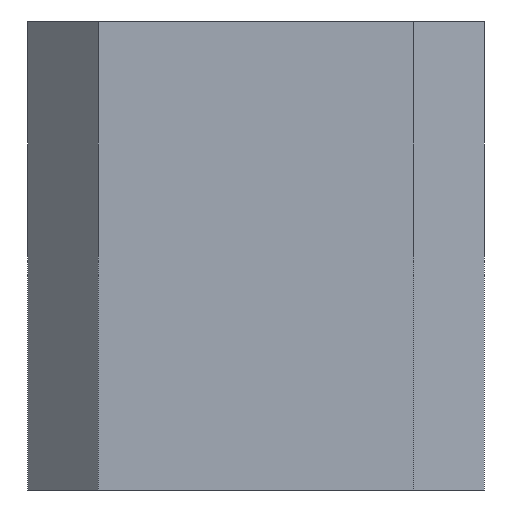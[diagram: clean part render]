
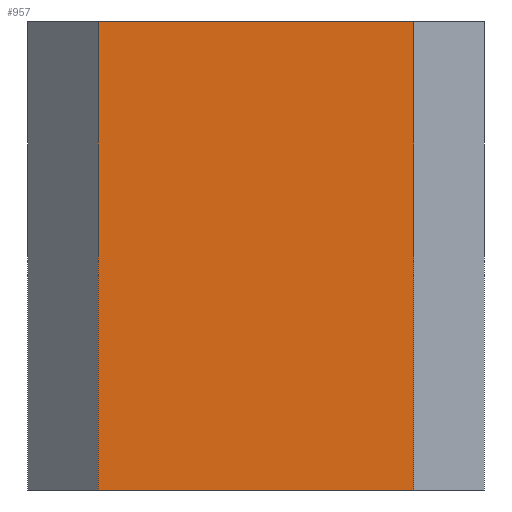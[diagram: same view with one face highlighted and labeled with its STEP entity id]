
A CAD part, front view. The second image highlights one B-rep face of the part: STEP entity #957.
In plain terms, the highlighted planar face has unit normal (0, -1, 0).
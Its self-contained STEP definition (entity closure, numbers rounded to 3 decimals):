
#14 = CARTESIAN_POINT ( 'NONE',  ( 6.75, -17.5, -10. ) ) ;
#39 = VECTOR ( 'NONE', #921, 1000. ) ;
#129 = ORIENTED_EDGE ( 'NONE', *, *, #625, .F. ) ;
#133 = DIRECTION ( 'NONE',  ( 1., 0., 0. ) ) ;
#135 = CARTESIAN_POINT ( 'NONE',  ( 0., -17.5, 10. ) ) ;
#140 = CARTESIAN_POINT ( 'NONE',  ( 6.75, -17.5, -10. ) ) ;
#180 = EDGE_CURVE ( 'NONE', #1070, #360, #713, .T. ) ;
#190 = ORIENTED_EDGE ( 'NONE', *, *, #180, .T. ) ;
#220 = VERTEX_POINT ( 'NONE', #140 ) ;
#332 = ORIENTED_EDGE ( 'NONE', *, *, #420, .T. ) ;
#338 = ORIENTED_EDGE ( 'NONE', *, *, #675, .T. ) ;
#350 = LINE ( 'NONE', #14, #797 ) ;
#360 = VERTEX_POINT ( 'NONE', #509 ) ;
#366 = VECTOR ( 'NONE', #133, 1000. ) ;
#394 = LINE ( 'NONE', #135, #366 ) ;
#420 = EDGE_CURVE ( 'NONE', #220, #1032, #350, .T. ) ;
#435 = CARTESIAN_POINT ( 'NONE',  ( -6.75, -17.5, 10. ) ) ;
#483 = CARTESIAN_POINT ( 'NONE',  ( 0., -17.5, -10. ) ) ;
#509 = CARTESIAN_POINT ( 'NONE',  ( -6.75, -17.5, -10. ) ) ;
#537 = DIRECTION ( 'NONE',  ( 0., -1., 0. ) ) ;
#584 = CARTESIAN_POINT ( 'NONE',  ( -6.75, -17.5, -10. ) ) ;
#625 = EDGE_CURVE ( 'NONE', #1070, #1032, #394, .T. ) ;
#631 = CARTESIAN_POINT ( 'NONE',  ( 6.75, -17.5, 10. ) ) ;
#635 = VECTOR ( 'NONE', #743, 1000. ) ;
#637 = EDGE_LOOP ( 'NONE', ( #190, #338, #332, #129 ) ) ;
#675 = EDGE_CURVE ( 'NONE', #360, #220, #1058, .T. ) ;
#713 = LINE ( 'NONE', #584, #39 ) ;
#743 = DIRECTION ( 'NONE',  ( 1., 0., 0. ) ) ;
#746 = FACE_OUTER_BOUND ( 'NONE', #637, .T. ) ;
#785 = AXIS2_PLACEMENT_3D ( 'NONE', #808, #537, #871 ) ;
#797 = VECTOR ( 'NONE', #1040, 1000. ) ;
#808 = CARTESIAN_POINT ( 'NONE',  ( 6.584, -17.5, -10. ) ) ;
#871 = DIRECTION ( 'NONE',  ( 0., 0., -1. ) ) ;
#921 = DIRECTION ( 'NONE',  ( 0., 0., -1. ) ) ;
#957 = ADVANCED_FACE ( 'NONE', ( #746 ), #960, .T. ) ;
#960 = PLANE ( 'NONE',  #785 ) ;
#1032 = VERTEX_POINT ( 'NONE', #631 ) ;
#1040 = DIRECTION ( 'NONE',  ( 0., 0., 1. ) ) ;
#1058 = LINE ( 'NONE', #483, #635 ) ;
#1070 = VERTEX_POINT ( 'NONE', #435 ) ;
